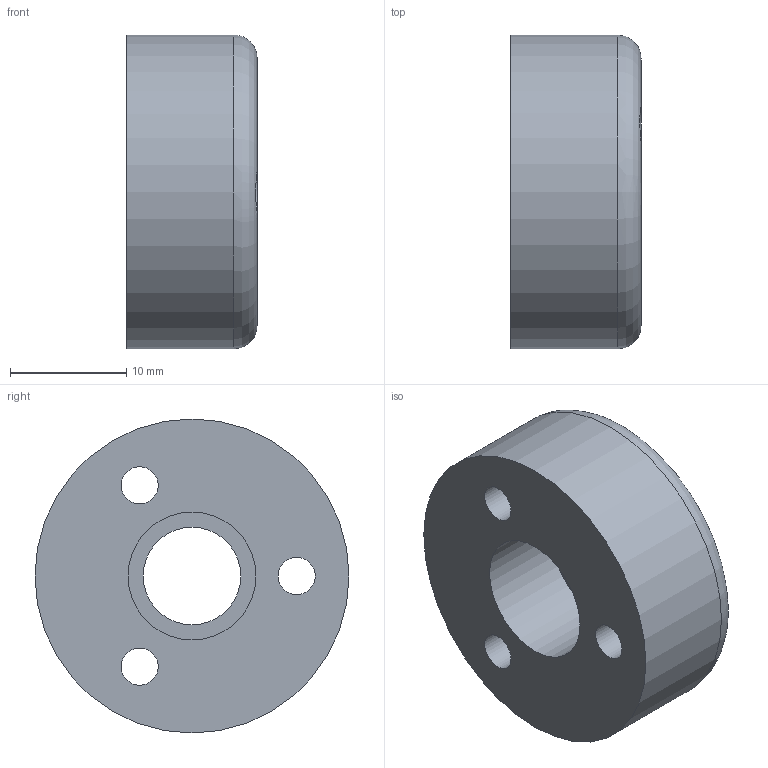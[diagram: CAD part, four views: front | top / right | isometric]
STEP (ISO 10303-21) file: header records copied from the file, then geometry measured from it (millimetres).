
FILE_DESCRIPTION(('FreeCAD Model'),'2;1');
FILE_NAME('Couvercle.step','2015-08-28T20:14:17',('Author'),(''), 'Open CASCADE STEP processor 6.8','FreeCAD','Unknown');
FILE_SCHEMA(('AUTOMOTIVE_DESIGN_CC2 { 1 2 10303 214 -1 1 5 4 }'));
Length unit declared in the file: millimetre
Products named in the file (1): PolarPattern002
Bounding box: 11.2 x 27 x 27 mm (x, y, z)
Volume: 4860.8 mm3; surface area: 2676.4 mm2
Topology: 1 solids, 1 shells, 16 faces, 38 edges, 25 vertices
Faces by surface type: cylinder 9, plane 6, revolution 1
Full cylindrical faces by diameter (mm): 3.2 x3, 6.4 x3, 8.4 x1, 11 x1, 27 x1
Entity records: 2116 total; most frequent: CARTESIAN_POINT 1294, DIRECTION 160, ORIENTED_EDGE 76, PCURVE 76, DEFINITIONAL_REPRESENTATION 76, LINE 55, VECTOR 55, CIRCLE 45
